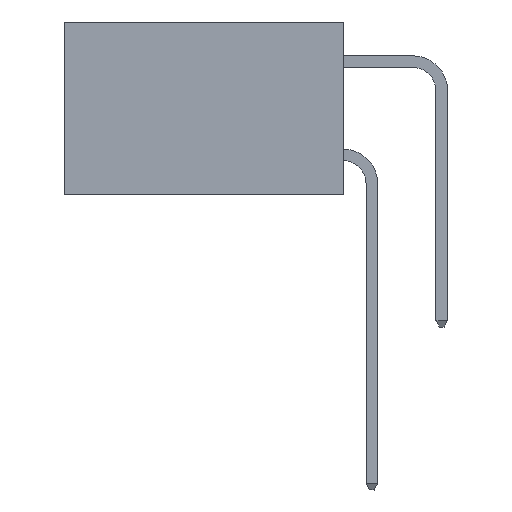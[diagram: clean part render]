
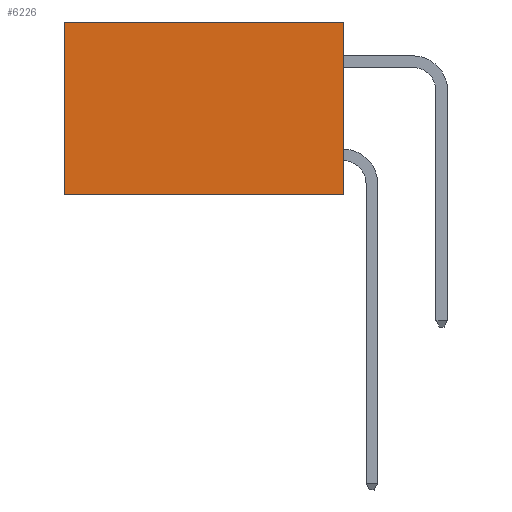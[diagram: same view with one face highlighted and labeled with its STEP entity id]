
A CAD part, left-side view. The second image highlights one B-rep face of the part: STEP entity #6226.
In plain terms, the highlighted planar face has unit normal (-1, 0, 0).
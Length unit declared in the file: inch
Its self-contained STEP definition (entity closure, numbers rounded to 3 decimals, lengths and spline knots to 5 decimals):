
#329 = CARTESIAN_POINT ( 'NONE',  ( 0.298, 0.6, -0.37 ) ) ;
#365 = ORIENTED_EDGE ( 'NONE', *, *, #11877, .T. ) ;
#678 = VECTOR ( 'NONE', #1281, 39.37008 ) ;
#1281 = DIRECTION ( 'NONE',  ( 0., 0., -1. ) ) ;
#2037 = EDGE_CURVE ( 'NONE', #5035, #2766, #7917, .T. ) ;
#2108 = LINE ( 'NONE', #5455, #678 ) ;
#2220 = CARTESIAN_POINT ( 'NONE',  ( 0.298, 0., -0.37 ) ) ;
#2237 = DIRECTION ( 'NONE',  ( 0., 0., -1. ) ) ;
#2288 = EDGE_LOOP ( 'NONE', ( #365, #12962, #12529, #12596 ) ) ;
#2432 = LINE ( 'NONE', #12781, #10387 ) ;
#2516 = AXIS2_PLACEMENT_3D ( 'NONE', #3259, #4350, #2237 ) ;
#2766 = VERTEX_POINT ( 'NONE', #329 ) ;
#2866 = VERTEX_POINT ( 'NONE', #4612 ) ;
#3123 = PLANE ( 'NONE',  #2516 ) ;
#3259 = CARTESIAN_POINT ( 'NONE',  ( 0.298, 0., 0. ) ) ;
#4294 = EDGE_CURVE ( 'NONE', #2866, #9640, #2432, .T. ) ;
#4350 = DIRECTION ( 'NONE',  ( 1., 0., 0. ) ) ;
#4612 = CARTESIAN_POINT ( 'NONE',  ( 0.298, 0., 0. ) ) ;
#5035 = VERTEX_POINT ( 'NONE', #8849 ) ;
#5455 = CARTESIAN_POINT ( 'NONE',  ( 0.298, 0.6, 0. ) ) ;
#6226 = ADVANCED_FACE ( 'NONE', ( #6641 ), #3123, .F. ) ;
#6641 = FACE_OUTER_BOUND ( 'NONE', #2288, .T. ) ;
#7917 = LINE ( 'NONE', #2220, #13072 ) ;
#8849 = CARTESIAN_POINT ( 'NONE',  ( 0.298, 0., -0.37 ) ) ;
#9238 = EDGE_CURVE ( 'NONE', #2866, #5035, #13169, .T. ) ;
#9277 = CARTESIAN_POINT ( 'NONE',  ( 0.298, 0.6, 0. ) ) ;
#9640 = VERTEX_POINT ( 'NONE', #9277 ) ;
#10387 = VECTOR ( 'NONE', #12738, 39.37008 ) ;
#10910 = CARTESIAN_POINT ( 'NONE',  ( 0.298, 0., 0. ) ) ;
#11877 = EDGE_CURVE ( 'NONE', #9640, #2766, #2108, .T. ) ;
#11885 = VECTOR ( 'NONE', #13106, 39.37008 ) ;
#12529 = ORIENTED_EDGE ( 'NONE', *, *, #9238, .F. ) ;
#12558 = DIRECTION ( 'NONE',  ( 0., 1., 0. ) ) ;
#12596 = ORIENTED_EDGE ( 'NONE', *, *, #4294, .T. ) ;
#12738 = DIRECTION ( 'NONE',  ( 0., 1., 0. ) ) ;
#12781 = CARTESIAN_POINT ( 'NONE',  ( 0.298, 0., 0. ) ) ;
#12962 = ORIENTED_EDGE ( 'NONE', *, *, #2037, .F. ) ;
#13072 = VECTOR ( 'NONE', #12558, 39.37008 ) ;
#13106 = DIRECTION ( 'NONE',  ( 0., 0., -1. ) ) ;
#13169 = LINE ( 'NONE', #10910, #11885 ) ;
